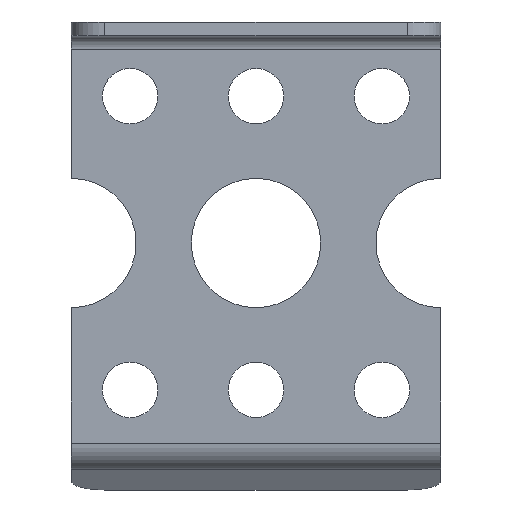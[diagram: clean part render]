
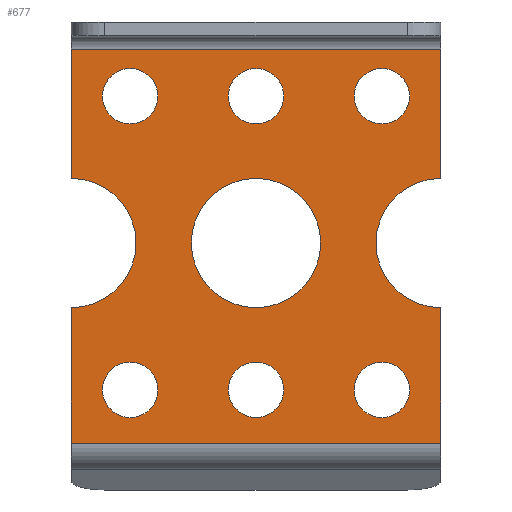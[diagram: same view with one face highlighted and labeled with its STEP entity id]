
A CAD part, top view. The second image highlights one B-rep face of the part: STEP entity #677.
In plain terms, the highlighted planar face has unit normal (0, 0, 1).
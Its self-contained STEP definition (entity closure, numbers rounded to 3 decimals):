
#15=FACE_BOUND('',#107,.T.);
#16=FACE_BOUND('',#108,.T.);
#17=FACE_BOUND('',#109,.T.);
#18=FACE_BOUND('',#110,.T.);
#19=FACE_BOUND('',#111,.T.);
#20=FACE_BOUND('',#112,.T.);
#21=FACE_BOUND('',#113,.T.);
#36=PLANE('',#761);
#67=FACE_OUTER_BOUND('',#106,.T.);
#106=EDGE_LOOP('',(#510,#511,#512,#513,#514,#515,#516,#517));
#107=EDGE_LOOP('',(#518));
#108=EDGE_LOOP('',(#519));
#109=EDGE_LOOP('',(#520));
#110=EDGE_LOOP('',(#521));
#111=EDGE_LOOP('',(#522));
#112=EDGE_LOOP('',(#523));
#113=EDGE_LOOP('',(#524));
#164=LINE('',#1093,#221);
#165=LINE('',#1096,#222);
#170=LINE('',#1105,#227);
#171=LINE('',#1108,#228);
#172=LINE('',#1109,#229);
#173=LINE('',#1110,#230);
#221=VECTOR('',#887,10.);
#222=VECTOR('',#890,10.);
#227=VECTOR('',#897,10.);
#228=VECTOR('',#900,10.);
#229=VECTOR('',#901,10.);
#230=VECTOR('',#902,10.);
#267=CIRCLE('',#732,1.65);
#269=CIRCLE('',#735,1.65);
#271=CIRCLE('',#738,1.65);
#274=CIRCLE('',#742,3.85);
#275=CIRCLE('',#744,1.65);
#278=CIRCLE('',#748,3.85);
#279=CIRCLE('',#750,1.65);
#281=CIRCLE('',#753,3.85);
#283=CIRCLE('',#756,1.65);
#305=VERTEX_POINT('',#1029);
#307=VERTEX_POINT('',#1035);
#309=VERTEX_POINT('',#1041);
#312=VERTEX_POINT('',#1048);
#314=VERTEX_POINT('',#1052);
#315=VERTEX_POINT('',#1056);
#318=VERTEX_POINT('',#1063);
#320=VERTEX_POINT('',#1067);
#321=VERTEX_POINT('',#1071);
#323=VERTEX_POINT('',#1077);
#325=VERTEX_POINT('',#1083);
#328=VERTEX_POINT('',#1091);
#329=VERTEX_POINT('',#1095);
#332=VERTEX_POINT('',#1103);
#333=VERTEX_POINT('',#1107);
#365=EDGE_CURVE('',#305,#305,#267,.T.);
#368=EDGE_CURVE('',#307,#307,#269,.T.);
#371=EDGE_CURVE('',#309,#309,#271,.T.);
#377=EDGE_CURVE('',#312,#314,#274,.T.);
#378=EDGE_CURVE('',#315,#315,#275,.T.);
#384=EDGE_CURVE('',#318,#320,#278,.T.);
#385=EDGE_CURVE('',#321,#321,#279,.T.);
#388=EDGE_CURVE('',#323,#323,#281,.T.);
#391=EDGE_CURVE('',#325,#325,#283,.T.);
#396=EDGE_CURVE('',#328,#314,#164,.T.);
#397=EDGE_CURVE('',#312,#329,#165,.T.);
#402=EDGE_CURVE('',#332,#320,#170,.T.);
#403=EDGE_CURVE('',#328,#333,#171,.T.);
#404=EDGE_CURVE('',#318,#333,#172,.T.);
#405=EDGE_CURVE('',#332,#329,#173,.T.);
#510=ORIENTED_EDGE('',*,*,#377,.T.);
#511=ORIENTED_EDGE('',*,*,#396,.F.);
#512=ORIENTED_EDGE('',*,*,#403,.T.);
#513=ORIENTED_EDGE('',*,*,#404,.F.);
#514=ORIENTED_EDGE('',*,*,#384,.T.);
#515=ORIENTED_EDGE('',*,*,#402,.F.);
#516=ORIENTED_EDGE('',*,*,#405,.T.);
#517=ORIENTED_EDGE('',*,*,#397,.F.);
#518=ORIENTED_EDGE('',*,*,#391,.T.);
#519=ORIENTED_EDGE('',*,*,#388,.T.);
#520=ORIENTED_EDGE('',*,*,#385,.T.);
#521=ORIENTED_EDGE('',*,*,#378,.T.);
#522=ORIENTED_EDGE('',*,*,#371,.T.);
#523=ORIENTED_EDGE('',*,*,#368,.T.);
#524=ORIENTED_EDGE('',*,*,#365,.T.);
#677=ADVANCED_FACE('',(#67,#15,#16,#17,#18,#19,#20,#21),#36,.T.);
#732=AXIS2_PLACEMENT_3D('',#1030,#820,#821);
#735=AXIS2_PLACEMENT_3D('',#1036,#827,#828);
#738=AXIS2_PLACEMENT_3D('',#1042,#834,#835);
#742=AXIS2_PLACEMENT_3D('',#1054,#845,#846);
#744=AXIS2_PLACEMENT_3D('',#1057,#849,#850);
#748=AXIS2_PLACEMENT_3D('',#1069,#860,#861);
#750=AXIS2_PLACEMENT_3D('',#1072,#864,#865);
#753=AXIS2_PLACEMENT_3D('',#1078,#871,#872);
#756=AXIS2_PLACEMENT_3D('',#1084,#878,#879);
#761=AXIS2_PLACEMENT_3D('',#1106,#898,#899);
#820=DIRECTION('center_axis',(0.,0.,-1.));
#821=DIRECTION('ref_axis',(1.,0.,0.));
#827=DIRECTION('center_axis',(0.,0.,-1.));
#828=DIRECTION('ref_axis',(1.,0.,0.));
#834=DIRECTION('center_axis',(0.,0.,-1.));
#835=DIRECTION('ref_axis',(1.,0.,0.));
#845=DIRECTION('center_axis',(0.,0.,-1.));
#846=DIRECTION('ref_axis',(1.,0.,0.));
#849=DIRECTION('center_axis',(0.,0.,-1.));
#850=DIRECTION('ref_axis',(1.,0.,0.));
#860=DIRECTION('center_axis',(0.,0.,-1.));
#861=DIRECTION('ref_axis',(1.,0.,0.));
#864=DIRECTION('center_axis',(0.,0.,-1.));
#865=DIRECTION('ref_axis',(1.,0.,0.));
#871=DIRECTION('center_axis',(0.,0.,-1.));
#872=DIRECTION('ref_axis',(1.,0.,0.));
#878=DIRECTION('center_axis',(0.,0.,-1.));
#879=DIRECTION('ref_axis',(1.,0.,0.));
#887=DIRECTION('',(0.,-1.,0.));
#890=DIRECTION('',(0.,-1.,0.));
#897=DIRECTION('',(0.,1.,0.));
#898=DIRECTION('center_axis',(0.,0.,1.));
#899=DIRECTION('ref_axis',(1.,0.,0.));
#900=DIRECTION('',(-1.,0.,0.));
#901=DIRECTION('',(0.,1.,0.));
#902=DIRECTION('',(1.,0.,0.));
#1029=CARTESIAN_POINT('',(5.85,8.75,0.8));
#1030=CARTESIAN_POINT('Origin',(7.5,8.75,0.8));
#1035=CARTESIAN_POINT('',(-9.15,-8.75,0.8));
#1036=CARTESIAN_POINT('Origin',(-7.5,-8.75,0.8));
#1041=CARTESIAN_POINT('',(-1.65,-8.75,0.8));
#1042=CARTESIAN_POINT('Origin',(0.,-8.75,0.8));
#1048=CARTESIAN_POINT('',(11.,-3.85,0.8));
#1052=CARTESIAN_POINT('',(11.,3.85,0.8));
#1054=CARTESIAN_POINT('Origin',(11.,0.,0.8));
#1056=CARTESIAN_POINT('',(-1.65,8.75,0.8));
#1057=CARTESIAN_POINT('Origin',(0.,8.75,0.8));
#1063=CARTESIAN_POINT('',(-11.,3.85,0.8));
#1067=CARTESIAN_POINT('',(-11.,-3.85,0.8));
#1069=CARTESIAN_POINT('Origin',(-11.,0.,0.8));
#1071=CARTESIAN_POINT('',(5.85,-8.75,0.8));
#1072=CARTESIAN_POINT('Origin',(7.5,-8.75,0.8));
#1077=CARTESIAN_POINT('',(-3.85,0.,0.8));
#1078=CARTESIAN_POINT('Origin',(0.,0.,0.8));
#1083=CARTESIAN_POINT('',(-9.15,8.75,0.8));
#1084=CARTESIAN_POINT('Origin',(-7.5,8.75,0.8));
#1091=CARTESIAN_POINT('',(11.,11.55,0.8));
#1093=CARTESIAN_POINT('',(11.,-13.15,0.8));
#1095=CARTESIAN_POINT('',(11.,-11.922,0.8));
#1096=CARTESIAN_POINT('',(11.,-13.15,0.8));
#1103=CARTESIAN_POINT('',(-11.,-11.922,0.8));
#1105=CARTESIAN_POINT('',(-11.,13.15,0.8));
#1106=CARTESIAN_POINT('Origin',(0.,0.,
0.8));
#1107=CARTESIAN_POINT('',(-11.,11.55,0.8));
#1108=CARTESIAN_POINT('',(-5.5,11.55,0.8));
#1109=CARTESIAN_POINT('',(-11.,13.15,0.8));
#1110=CARTESIAN_POINT('',(-5.5,-11.922,0.8));
